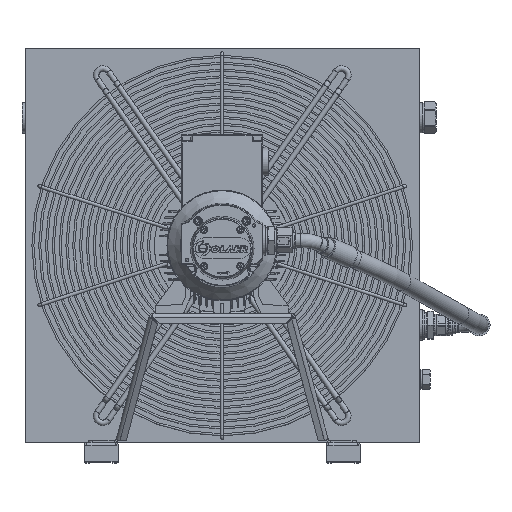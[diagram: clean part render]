
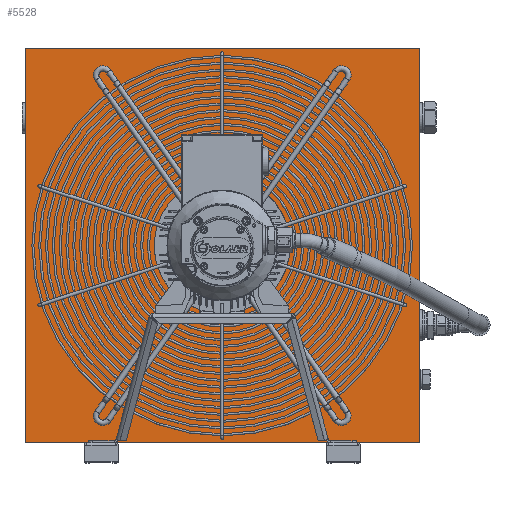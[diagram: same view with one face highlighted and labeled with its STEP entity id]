
A CAD part, top view. The second image highlights one B-rep face of the part: STEP entity #5528.
In plain terms, the highlighted planar face has unit normal (0, 0, 1).
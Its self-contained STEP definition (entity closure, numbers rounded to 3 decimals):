
#5528 = ADVANCED_FACE( '', ( #11368 ), #11369, .T. );
#11368 = FACE_OUTER_BOUND( '', #21109, .T. );
#11369 = PLANE( '', #21110 );
#21109 = EDGE_LOOP( '', ( #35562, #35563, #35564, #35565 ) );
#21110 = AXIS2_PLACEMENT_3D( '', #35566, #35567, #35568 );
#35562 = ORIENTED_EDGE( '', *, *, #47973, .T. );
#35563 = ORIENTED_EDGE( '', *, *, #47974, .T. );
#35564 = ORIENTED_EDGE( '', *, *, #47303, .T. );
#35565 = ORIENTED_EDGE( '', *, *, #47975, .T. );
#35566 = CARTESIAN_POINT( '', ( 0., 0., 82.5 ) );
#35567 = DIRECTION( '', ( 0., 0., 1. ) );
#35568 = DIRECTION( '', ( 1., 0., 0. ) );
#47303 = EDGE_CURVE( '', #56014, #56016, #56018, .T. );
#47973 = EDGE_CURVE( '', #56948, #56949, #56950, .T. );
#47974 = EDGE_CURVE( '', #56949, #56014, #56951, .T. );
#47975 = EDGE_CURVE( '', #56016, #56948, #56952, .T. );
#56014 = VERTEX_POINT( '', #72081 );
#56016 = VERTEX_POINT( '', #72084 );
#56018 = LINE( '', #72087, #72088 );
#56948 = VERTEX_POINT( '', #74178 );
#56949 = VERTEX_POINT( '', #74179 );
#56950 = LINE( '', #74180, #74181 );
#56951 = LINE( '', #74182, #74183 );
#56952 = LINE( '', #74184, #74185 );
#72081 = CARTESIAN_POINT( '', ( -290., 290., 82.5 ) );
#72084 = CARTESIAN_POINT( '', ( -290., -290., 82.5 ) );
#72087 = CARTESIAN_POINT( '', ( -290., 290., 82.5 ) );
#72088 = VECTOR( '', #82822, 1000. );
#74178 = CARTESIAN_POINT( '', ( 290., -290., 82.5 ) );
#74179 = CARTESIAN_POINT( '', ( 290., 290., 82.5 ) );
#74180 = CARTESIAN_POINT( '', ( 290., -290., 82.5 ) );
#74181 = VECTOR( '', #83428, 1000. );
#74182 = CARTESIAN_POINT( '', ( 290., 290., 82.5 ) );
#74183 = VECTOR( '', #83429, 1000. );
#74184 = CARTESIAN_POINT( '', ( -290., -290., 82.5 ) );
#74185 = VECTOR( '', #83430, 1000. );
#82822 = DIRECTION( '', ( 0., -1., 0. ) );
#83428 = DIRECTION( '', ( 0., 1., 0. ) );
#83429 = DIRECTION( '', ( -1., 0., 0. ) );
#83430 = DIRECTION( '', ( 1., 0., 0. ) );
